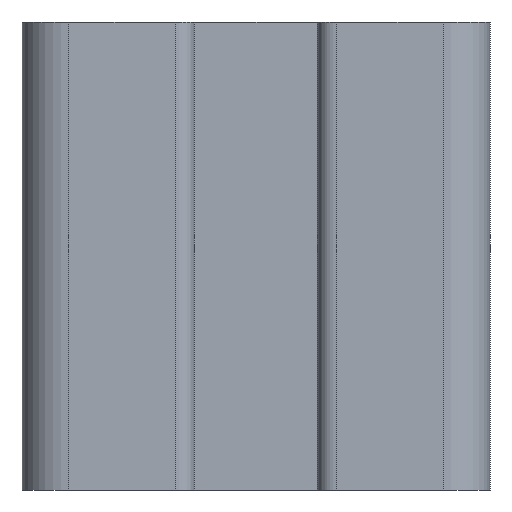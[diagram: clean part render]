
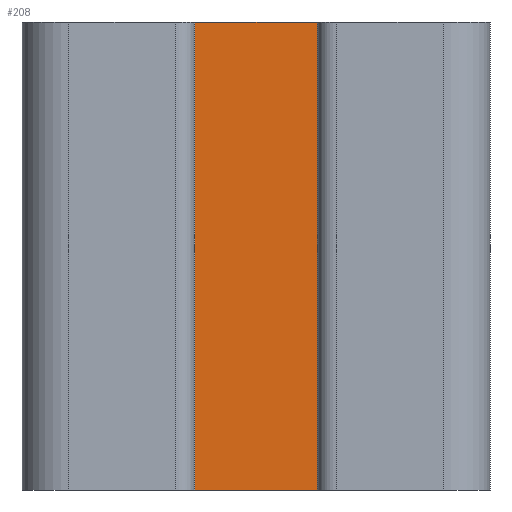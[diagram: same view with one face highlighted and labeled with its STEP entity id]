
A CAD part, front view. The second image highlights one B-rep face of the part: STEP entity #208.
In plain terms, the highlighted planar face has unit normal (0, -1, 0).
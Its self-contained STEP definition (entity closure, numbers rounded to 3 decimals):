
#84 = LINE ( 'NONE', #2389, #2211 ) ;
#163 = DIRECTION ( 'NONE',  ( 1., 0., 0. ) ) ;
#193 = ORIENTED_EDGE ( 'NONE', *, *, #2197, .F. ) ;
#208 = ADVANCED_FACE ( 'NONE', ( #1082 ), #2189, .F. ) ;
#246 = CARTESIAN_POINT ( 'NONE',  ( 206.053, 187.023, 20. ) ) ;
#288 = EDGE_CURVE ( 'NONE', #2397, #2175, #2131, .T. ) ;
#501 = EDGE_CURVE ( 'NONE', #2397, #2233, #1627, .T. ) ;
#722 = EDGE_LOOP ( 'NONE', ( #1615, #193, #815, #1817 ) ) ;
#815 = ORIENTED_EDGE ( 'NONE', *, *, #288, .F. ) ;
#903 = CARTESIAN_POINT ( 'NONE',  ( 206.053, 187.023, 20. ) ) ;
#1036 = AXIS2_PLACEMENT_3D ( 'NONE', #2307, #2407, #2130 ) ;
#1082 = FACE_OUTER_BOUND ( 'NONE', #722, .T. ) ;
#1119 = EDGE_CURVE ( 'NONE', #2233, #1721, #84, .T. ) ;
#1192 = CARTESIAN_POINT ( 'NONE',  ( 206.053, 187.023, 20. ) ) ;
#1203 = VECTOR ( 'NONE', #1531, 1000. ) ;
#1369 = CARTESIAN_POINT ( 'NONE',  ( 206.053, 187.023, 0. ) ) ;
#1393 = CARTESIAN_POINT ( 'NONE',  ( 200.824, 187.023, 0. ) ) ;
#1497 = CARTESIAN_POINT ( 'NONE',  ( 200.824, 187.023, 20. ) ) ;
#1531 = DIRECTION ( 'NONE',  ( 1., 0., 0. ) ) ;
#1615 = ORIENTED_EDGE ( 'NONE', *, *, #1119, .T. ) ;
#1622 = LINE ( 'NONE', #246, #2090 ) ;
#1627 = LINE ( 'NONE', #2243, #2006 ) ;
#1659 = DIRECTION ( 'NONE',  ( 0., 0., -1. ) ) ;
#1721 = VERTEX_POINT ( 'NONE', #1369 ) ;
#1817 = ORIENTED_EDGE ( 'NONE', *, *, #501, .T. ) ;
#1978 = DIRECTION ( 'NONE',  ( 0., 0., -1. ) ) ;
#2006 = VECTOR ( 'NONE', #1659, 1000. ) ;
#2090 = VECTOR ( 'NONE', #1978, 1000. ) ;
#2130 = DIRECTION ( 'NONE',  ( -1., 0., 0. ) ) ;
#2131 = LINE ( 'NONE', #1192, #1203 ) ;
#2175 = VERTEX_POINT ( 'NONE', #903 ) ;
#2189 = PLANE ( 'NONE',  #1036 ) ;
#2197 = EDGE_CURVE ( 'NONE', #2175, #1721, #1622, .T. ) ;
#2211 = VECTOR ( 'NONE', #163, 1000. ) ;
#2233 = VERTEX_POINT ( 'NONE', #1393 ) ;
#2243 = CARTESIAN_POINT ( 'NONE',  ( 200.824, 187.023, 20. ) ) ;
#2307 = CARTESIAN_POINT ( 'NONE',  ( 206.053, 187.023, 20. ) ) ;
#2389 = CARTESIAN_POINT ( 'NONE',  ( 206.053, 187.023, 0. ) ) ;
#2397 = VERTEX_POINT ( 'NONE', #1497 ) ;
#2407 = DIRECTION ( 'NONE',  ( 0., 1., 0. ) ) ;
